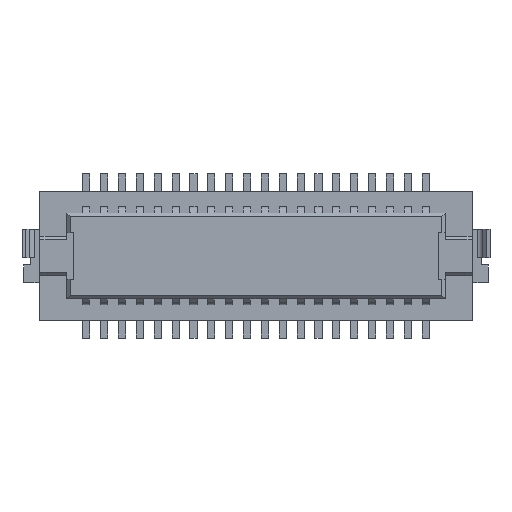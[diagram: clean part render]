
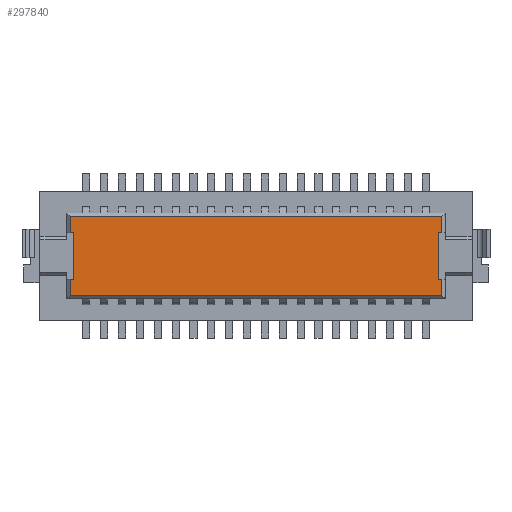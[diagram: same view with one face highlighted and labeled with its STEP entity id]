
A CAD part, top view. The second image highlights one B-rep face of the part: STEP entity #297840.
In plain terms, the highlighted planar face has unit normal (0, 0, 1).
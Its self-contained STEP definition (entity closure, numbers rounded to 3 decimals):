
#6950=CARTESIAN_POINT('',(-1.35,2.15,2.2));
#6960=VERTEX_POINT('',#6950);
#6990=CARTESIAN_POINT('',(1.5,2.15,2.2));
#7000=DIRECTION('',(1.,0.,0.));
#7010=VECTOR('',#7000,1.);
#7020=LINE('',#6990,#7010);
#7030=CARTESIAN_POINT('',(-1.25,2.15,2.2));
#7040=VERTEX_POINT('',#7030);
#7050=EDGE_CURVE('',#6960,#7040,#7020,.T.);
#10040=CARTESIAN_POINT('',(-1.35,0.4,2.2));
#10050=VERTEX_POINT('',#10040);
#10200=CARTESIAN_POINT('',(-1.35,0.85,2.2));
#10210=VERTEX_POINT('',#10200);
#10240=CARTESIAN_POINT('',(-1.35,0.625,2.2));
#10250=DIRECTION('',(0.,-1.,0.));
#10260=VECTOR('',#10250,1.);
#10270=LINE('',#10240,#10260);
#10280=EDGE_CURVE('',#10210,#10050,#10270,.T.);
#11440=CARTESIAN_POINT('',(-1.25,0.,2.2));
#11450=DIRECTION('',(0.,-1.,0.));
#11460=VECTOR('',#11450,1.);
#11470=LINE('',#11440,#11460);
#11480=CARTESIAN_POINT('',(-1.25,0.85,2.2));
#11490=VERTEX_POINT('',#11480);
#11500=EDGE_CURVE('',#7040,#11490,#11470,.T.);
#19360=CARTESIAN_POINT('',(1.5,0.85,2.2));
#19370=DIRECTION('',(-1.,0.,0.));
#19380=VECTOR('',#19370,1.);
#19390=LINE('',#19360,#19380);
#19400=EDGE_CURVE('',#11490,#10210,#19390,.T.);
#25830=CARTESIAN_POINT('',(-1.35,2.6,2.2));
#25840=VERTEX_POINT('',#25830);
#25870=CARTESIAN_POINT('',(-1.35,2.375,2.2));
#25880=DIRECTION('',(0.,-1.,0.));
#25890=VECTOR('',#25880,1.);
#25900=LINE('',#25870,#25890);
#25910=EDGE_CURVE('',#25840,#6960,#25900,.T.);
#297120=CARTESIAN_POINT('',(9.05,2.6,2.2));
#297130=VERTEX_POINT('',#297120);
#297160=CARTESIAN_POINT('',(6.,2.6,2.2));
#297170=DIRECTION('',(1.,0.,0.));
#297180=VECTOR('',#297170,1.);
#297190=LINE('',#297160,#297180);
#297200=EDGE_CURVE('',#25840,#297130,#297190,.T.);
#297250=CARTESIAN_POINT('',(6.5,0.,2.2));
#297260=DIRECTION('',(0.,0.,1.));
#297270=DIRECTION('',(1.,0.,0.));
#297280=AXIS2_PLACEMENT_3D('',#297250,#297260,#297270);
#297290=PLANE('',#297280);
#297300=ORIENTED_EDGE('',*,*,#10280,.T.);
#297310=ORIENTED_EDGE('',*,*,#19400,.T.);
#297320=ORIENTED_EDGE('',*,*,#11500,.T.);
#297330=ORIENTED_EDGE('',*,*,#7050,.T.);
#297340=ORIENTED_EDGE('',*,*,#25910,.T.);
#297350=ORIENTED_EDGE('',*,*,#297200,.F.);
#297360=CARTESIAN_POINT('',(9.05,2.375,2.2));
#297370=DIRECTION('',(0.,1.,0.));
#297380=VECTOR('',#297370,1.);
#297390=LINE('',#297360,#297380);
#297400=CARTESIAN_POINT('',(9.05,2.15,2.2));
#297410=VERTEX_POINT('',#297400);
#297420=EDGE_CURVE('',#297410,#297130,#297390,.T.);
#297430=ORIENTED_EDGE('',*,*,#297420,.T.);
#297440=CARTESIAN_POINT('',(6.5,2.15,2.2));
#297450=DIRECTION('',(1.,0.,0.));
#297460=VECTOR('',#297450,1.);
#297470=LINE('',#297440,#297460);
#297480=CARTESIAN_POINT('',(8.95,2.15,2.2));
#297490=VERTEX_POINT('',#297480);
#297500=EDGE_CURVE('',#297490,#297410,#297470,.T.);
#297510=ORIENTED_EDGE('',*,*,#297500,.T.);
#297520=CARTESIAN_POINT('',(8.95,0.,2.2));
#297530=DIRECTION('',(0.,1.,0.));
#297540=VECTOR('',#297530,1.);
#297550=LINE('',#297520,#297540);
#297560=CARTESIAN_POINT('',(8.95,0.85,2.2));
#297570=VERTEX_POINT('',#297560);
#297580=EDGE_CURVE('',#297570,#297490,#297550,.T.);
#297590=ORIENTED_EDGE('',*,*,#297580,.T.);
#297600=CARTESIAN_POINT('',(6.5,0.85,2.2));
#297610=DIRECTION('',(-1.,0.,0.));
#297620=VECTOR('',#297610,1.);
#297630=LINE('',#297600,#297620);
#297640=CARTESIAN_POINT('',(9.05,0.85,2.2));
#297650=VERTEX_POINT('',#297640);
#297660=EDGE_CURVE('',#297650,#297570,#297630,.T.);
#297670=ORIENTED_EDGE('',*,*,#297660,.T.);
#297680=CARTESIAN_POINT('',(9.05,0.625,2.2));
#297690=DIRECTION('',(0.,1.,0.));
#297700=VECTOR('',#297690,1.);
#297710=LINE('',#297680,#297700);
#297720=CARTESIAN_POINT('',(9.05,0.4,2.2));
#297730=VERTEX_POINT('',#297720);
#297740=EDGE_CURVE('',#297730,#297650,#297710,.T.);
#297750=ORIENTED_EDGE('',*,*,#297740,.T.);
#297760=CARTESIAN_POINT('',(6.,0.4,2.2));
#297770=DIRECTION('',(1.,0.,0.));
#297780=VECTOR('',#297770,1.);
#297790=LINE('',#297760,#297780);
#297800=EDGE_CURVE('',#10050,#297730,#297790,.T.);
#297810=ORIENTED_EDGE('',*,*,#297800,.T.);
#297820=EDGE_LOOP('',(#297810,#297750,#297670,#297590,#297510,#297430,
#297350,#297340,#297330,#297320,#297310,#297300));
#297830=FACE_OUTER_BOUND('',#297820,.T.);
#297840=ADVANCED_FACE('',(#297830),#297290,.T.);
